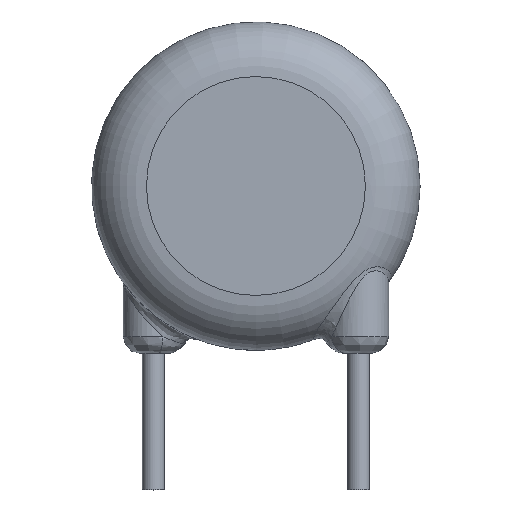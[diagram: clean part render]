
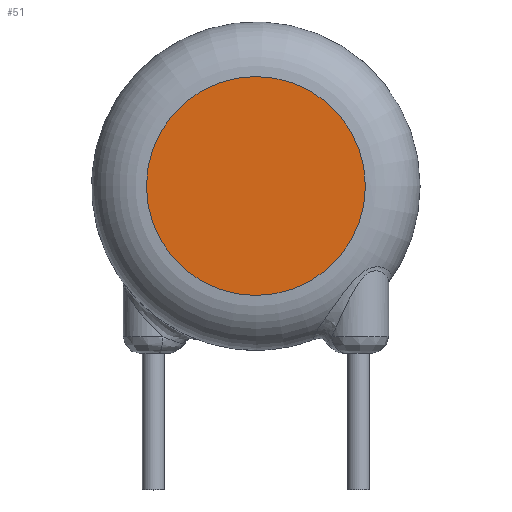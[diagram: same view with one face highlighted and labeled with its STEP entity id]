
A CAD part, top view. The second image highlights one B-rep face of the part: STEP entity #51.
In plain terms, the highlighted planar face has unit normal (0, 0, 1).
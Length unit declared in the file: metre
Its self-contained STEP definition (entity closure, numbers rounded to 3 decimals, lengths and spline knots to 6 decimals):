
#51 = ADVANCED_FACE( '', ( #117 ), #118, .T. );
#117 = FACE_OUTER_BOUND( '', #410, .T. );
#118 = PLANE( '', #411 );
#410 = EDGE_LOOP( '', ( #2068 ) );
#411 = AXIS2_PLACEMENT_3D( '', #2069, #2070, #2071 );
#2068 = ORIENTED_EDGE( '', *, *, #2203, .T. );
#2069 = CARTESIAN_POINT( '', ( 0., 0., 0.005 ) );
#2070 = DIRECTION( '', ( 0., 0., 1. ) );
#2071 = DIRECTION( '', ( 1., 0., 0. ) );
#2203 = EDGE_CURVE( '', #2273, #2273, #2274, .T. );
#2273 = VERTEX_POINT( '', #2526 );
#2274 = CIRCLE( '', #2527, 0.004 );
#2526 = CARTESIAN_POINT( '', ( 0.004, 0., 0.005 ) );
#2527 = AXIS2_PLACEMENT_3D( '', #3264, #3265, #3266 );
#3264 = CARTESIAN_POINT( '', ( 0., 0., 0.005 ) );
#3265 = DIRECTION( '', ( 0., 0., 1. ) );
#3266 = DIRECTION( '', ( 1., 0., 0. ) );
